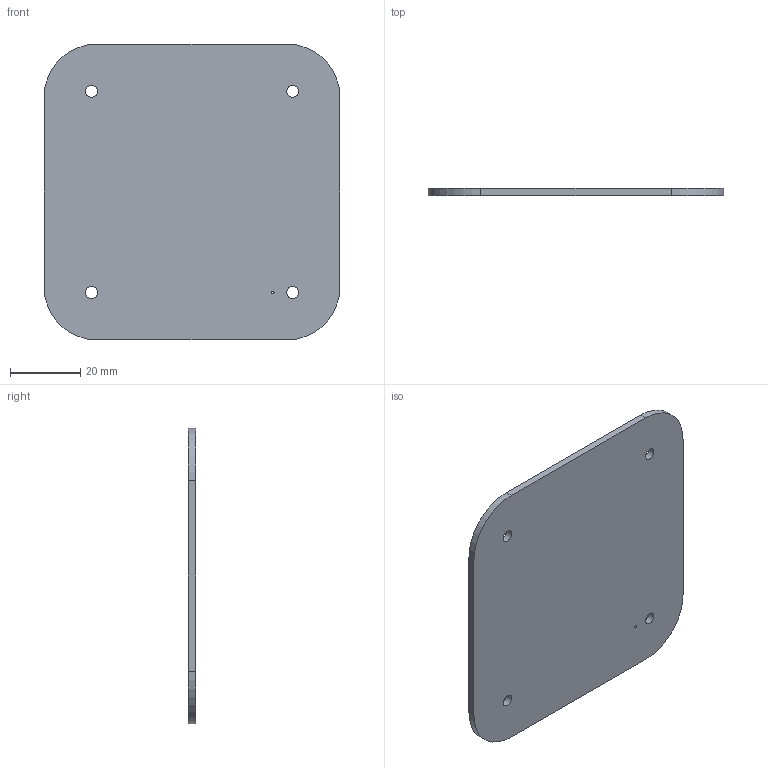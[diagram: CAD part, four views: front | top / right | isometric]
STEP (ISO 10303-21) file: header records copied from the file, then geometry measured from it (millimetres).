
FILE_DESCRIPTION(/* description */ (''),/* implementation_level */ '2;1');
FILE_NAME(/* name */ 'BottomFrame.step',/* time_stamp */ '2025-06-24T22:00:52-05:00',/* author */ (''),/* organization */ (''),/* preprocessor_version */ 'ST-DEVELOPER v20.1',/* originating_system */ 'Autodesk Translation Framework v14.10.0.0',/* authorisation */ '');
FILE_SCHEMA (('AUTOMOTIVE_DESIGN { 1 0 10303 214 3 1 1 }'));
Length unit declared in the file: millimetre
Products named in the file (1): Frame 3
Bounding box: 84 x 2 x 84 mm (x, y, z)
Volume: 13599.7 mm3; surface area: 14490.1 mm2
Topology: 1 solids, 1 shells, 139 faces, 381 edges, 254 vertices
Faces by surface type: bspline 83, plane 47, cylinder 9
Full cylindrical faces by diameter (mm): 0.8 x1, 3.4 x4
Entity records: 5216 total; most frequent: CARTESIAN_POINT 2186, ORIENTED_EDGE 762, EDGE_CURVE 381, DIRECTION 347, VERTEX_POINT 254, LINE 197, VECTOR 197, B_SPLINE_CURVE_WITH_KNOTS 166
